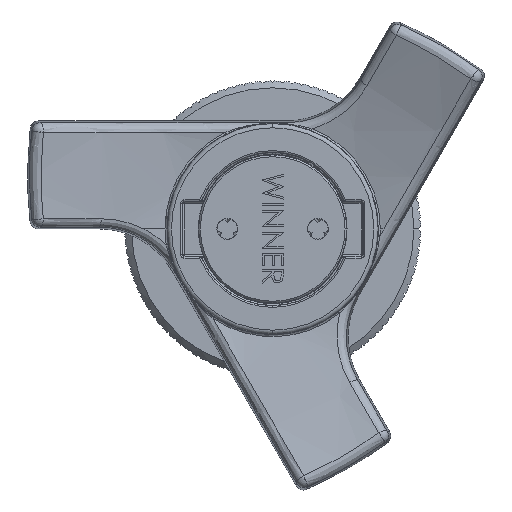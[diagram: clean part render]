
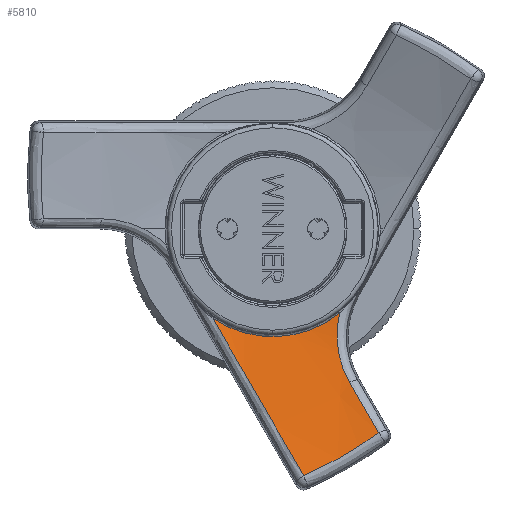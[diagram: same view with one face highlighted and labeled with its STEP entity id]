
A CAD part, left-side view. The second image highlights one B-rep face of the part: STEP entity #5810.
In plain terms, the highlighted spherical face has radius 70 mm.
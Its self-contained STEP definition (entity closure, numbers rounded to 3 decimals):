
#4065 = CIRCLE ( 'NONE', #48258, 12.73 ) ;
#5810 = ADVANCED_FACE ( 'NONE', ( #15033 ), #15030, .F. ) ;
#9966 = CARTESIAN_POINT ( 'NONE',  ( -47.851, -3.676, -29.186 ) ) ;
#9999 = CARTESIAN_POINT ( 'NONE',  ( -44.379, -9.091, -18.152 ) ) ;
#10001 = CARTESIAN_POINT ( 'NONE',  ( -44.167, -8.741, -17.548 ) ) ;
#10009 = CARTESIAN_POINT ( 'NONE',  ( -43.966, -8.449, -16.908 ) ) ;
#10011 = CARTESIAN_POINT ( 'NONE',  ( -43.594, -7.991, -15.592 ) ) ;
#10013 = CARTESIAN_POINT ( 'NONE',  ( -43.422, -7.824, -14.913 ) ) ;
#10014 = CARTESIAN_POINT ( 'NONE',  ( -43.185, -7.67, -13.86 ) ) ;
#10016 = CARTESIAN_POINT ( 'NONE',  ( -43.11, -7.636, -13.504 ) ) ;
#10018 = CARTESIAN_POINT ( 'NONE',  ( -42.969, -7.601, -12.795 ) ) ;
#10020 = CARTESIAN_POINT ( 'NONE',  ( -42.904, -7.601, -12.441 ) ) ;
#10022 = CARTESIAN_POINT ( 'NONE',  ( -42.783, -7.634, -11.732 ) ) ;
#10024 = CARTESIAN_POINT ( 'NONE',  ( -42.727, -7.668, -11.377 ) ) ;
#10026 = CARTESIAN_POINT ( 'NONE',  ( -42.625, -7.771, -10.668 ) ) ;
#10027 = CARTESIAN_POINT ( 'NONE',  ( -42.578, -7.84, -10.311 ) ) ;
#10029 = CARTESIAN_POINT ( 'NONE',  ( -42.537, -7.927, -9.961 ) ) ;
#10033 = CARTESIAN_POINT ( 'NONE',  ( -42.537, 7.053, -10.597 ) ) ;
#10035 = CARTESIAN_POINT ( 'NONE',  ( -42.689, 6.131, -12.195 ) ) ;
#10037 = CARTESIAN_POINT ( 'NONE',  ( -42.537, 0., 0. ) ) ;
#10038 = DIRECTION ( 'NONE',  ( 1., 0., 0. ) ) ;
#10040 = DIRECTION ( 'NONE',  ( 0., 0., 1. ) ) ;
#10042 = CARTESIAN_POINT ( 'NONE',  ( -47.399, -6.783, -27.812 ) ) ;
#10044 = CARTESIAN_POINT ( 'NONE',  ( -42.915, 5.21, -13.791 ) ) ;
#10046 = CARTESIAN_POINT ( 'NONE',  ( -43.513, 3.385, -16.953 ) ) ;
#10048 = CARTESIAN_POINT ( 'NONE',  ( -43.886, 2.478, -18.524 ) ) ;
#10050 = CARTESIAN_POINT ( 'NONE',  ( -45.222, -0.22, -23.198 ) ) ;
#10051 = CARTESIAN_POINT ( 'NONE',  ( -46.395, -1.971, -26.233 ) ) ;
#10053 = CARTESIAN_POINT ( 'NONE',  ( -47.851, -3.676, -29.186 ) ) ;
#10056 = CARTESIAN_POINT ( 'NONE',  ( -45.907, -11.399, -22.149 ) ) ;
#10058 = CARTESIAN_POINT ( 'NONE',  ( -46.849, -12.52, -24.09 ) ) ;
#10060 = CARTESIAN_POINT ( 'NONE',  ( -47.064, -9.754, -26.103 ) ) ;
#10062 = CARTESIAN_POINT ( 'NONE',  ( -46.849, -12.52, -24.09 ) ) ;
#10068 = CARTESIAN_POINT ( 'NONE',  ( -45.082, -10.254, -20.167 ) ) ;
#10070 = CARTESIAN_POINT ( 'NONE',  ( -44.379, -9.091, -18.152 ) ) ;
#15030 = SPHERICAL_SURFACE ( 'NONE', #40750, 70. ) ;
#15033 = FACE_OUTER_BOUND ( 'NONE', #28326, .T. ) ;
#27139 = ORIENTED_EDGE ( 'NONE', *, *, #39328, .T. ) ;
#27140 = ORIENTED_EDGE ( 'NONE', *, *, #39330, .T. ) ;
#27141 = ORIENTED_EDGE ( 'NONE', *, *, #39333, .T. ) ;
#27142 = ORIENTED_EDGE ( 'NONE', *, *, #39335, .T. ) ;
#27143 = ORIENTED_EDGE ( 'NONE', *, *, #39337, .T. ) ;
#28326 = EDGE_LOOP ( 'NONE', ( #27139, #27140, #27141, #27142, #27143 ) ) ;
#36039 = DIRECTION ( 'NONE',  ( 0., 0., 1. ) ) ;
#36043 = CARTESIAN_POINT ( 'NONE',  ( -111.37, 0., 0. ) ) ;
#36646 = DIRECTION ( 'NONE',  ( 0., 1., 0. ) ) ;
#37561 = VERTEX_POINT ( 'NONE', #95553 ) ;
#37562 = VERTEX_POINT ( 'NONE', #95555 ) ;
#37571 = VERTEX_POINT ( 'NONE', #95573 ) ;
#37572 = VERTEX_POINT ( 'NONE', #95575 ) ;
#37573 = VERTEX_POINT ( 'NONE', #95577 ) ;
#39328 = EDGE_CURVE ( 'NONE', #37562, #37561, #71471, .T. ) ;
#39330 = EDGE_CURVE ( 'NONE', #37561, #37571, #4065, .T. ) ;
#39333 = EDGE_CURVE ( 'NONE', #37571, #37572, #71472, .T. ) ;
#39335 = EDGE_CURVE ( 'NONE', #37572, #37573, #71473, .T. ) ;
#39337 = EDGE_CURVE ( 'NONE', #37573, #37562, #71474, .T. ) ;
#40750 = AXIS2_PLACEMENT_3D ( 'NONE', #36043, #36039, #36646 ) ;
#48258 = AXIS2_PLACEMENT_3D ( 'NONE', #10037, #10038, #10040 ) ;
#71471 = B_SPLINE_CURVE_WITH_KNOTS ( 'NONE', 3,
 ( #9999, #10001, #10009, #10011, #10013, #10014, #10016, #10018, #10020, #10022, #10024, #10026, #10027, #10029 ),
 .UNSPECIFIED., .F., .F.,
 ( 4, 2, 2, 2, 2, 2, 4 ),
 ( 0., 0.002, 0.004, 0.005, 0.007, 0.008, 0.009 ),
 .UNSPECIFIED. ) ;
#71472 = B_SPLINE_CURVE_WITH_KNOTS ( 'NONE', 3,
 ( #10033, #10035, #10044, #10046, #10048, #10050, #10051, #10053 ),
 .UNSPECIFIED., .F., .F.,
 ( 4, 2, 2, 4 ),
 ( 0.007, 0.013, 0.018, 0.029 ),
 .UNSPECIFIED. ) ;
#71473 = B_SPLINE_CURVE_WITH_KNOTS ( 'NONE', 3,
 ( #9966, #10042, #10060, #10062 ),
 .UNSPECIFIED., .F., .F.,
 ( 4, 4 ),
 ( 0., 0.01 ),
 .UNSPECIFIED. ) ;
#71474 = B_SPLINE_CURVE_WITH_KNOTS ( 'NONE', 3,
 ( #10058, #10056, #10068, #10070 ),
 .UNSPECIFIED., .F., .F.,
 ( 4, 4 ),
 ( 0., 0.007 ),
 .UNSPECIFIED. ) ;
#95553 = CARTESIAN_POINT ( 'NONE',  ( -42.537, -7.927, -9.961 ) ) ;
#95555 = CARTESIAN_POINT ( 'NONE',  ( -44.379, -9.091, -18.152 ) ) ;
#95573 = CARTESIAN_POINT ( 'NONE',  ( -42.537, 7.053, -10.597 ) ) ;
#95575 = CARTESIAN_POINT ( 'NONE',  ( -47.851, -3.676, -29.186 ) ) ;
#95577 = CARTESIAN_POINT ( 'NONE',  ( -46.849, -12.52, -24.09 ) ) ;
